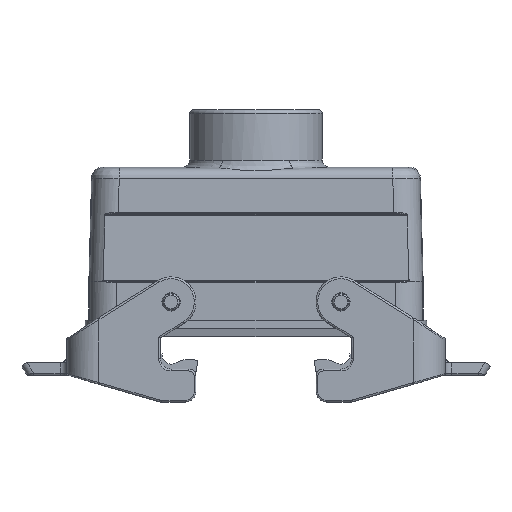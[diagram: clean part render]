
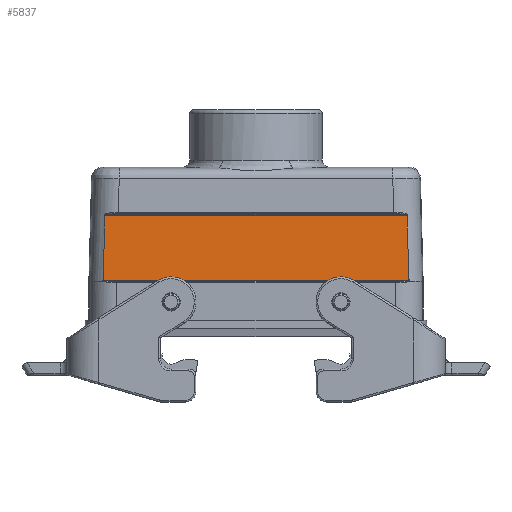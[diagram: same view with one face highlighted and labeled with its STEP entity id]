
A CAD part, front view. The second image highlights one B-rep face of the part: STEP entity #5837.
In plain terms, the highlighted planar face has unit normal (0, -1, 0.024).
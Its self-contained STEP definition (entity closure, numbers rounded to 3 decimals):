
#4837=PLANE('',#19655);
#5169=FACE_OUTER_BOUND('',#7432,.T.);
#5837=ADVANCED_FACE('',(#5169),#4837,.T.);
#7432=EDGE_LOOP('',(#8619,#8620,#8621,#8622,#8623,#8624,#8625,#8626));
#8619=ORIENTED_EDGE('',*,*,#13366,.T.);
#8620=ORIENTED_EDGE('',*,*,#13367,.T.);
#8621=ORIENTED_EDGE('',*,*,#13368,.F.);
#8622=ORIENTED_EDGE('',*,*,#13369,.T.);
#8623=ORIENTED_EDGE('',*,*,#13370,.T.);
#8624=ORIENTED_EDGE('',*,*,#13371,.T.);
#8625=ORIENTED_EDGE('',*,*,#13372,.F.);
#8626=ORIENTED_EDGE('',*,*,#13373,.T.);
#12146=VERTEX_POINT('',#26365);
#12147=VERTEX_POINT('',#26366);
#12148=VERTEX_POINT('',#26380);
#12149=VERTEX_POINT('',#26382);
#12150=VERTEX_POINT('',#26396);
#12151=VERTEX_POINT('',#26398);
#12152=VERTEX_POINT('',#26412);
#12153=VERTEX_POINT('',#26414);
#13366=EDGE_CURVE('',#12146,#12147,#16319,.T.);
#13367=EDGE_CURVE('',#12147,#12148,#15251,.T.);
#13368=EDGE_CURVE('',#12149,#12148,#16320,.T.);
#13369=EDGE_CURVE('',#12149,#12150,#15252,.T.);
#13370=EDGE_CURVE('',#12150,#12151,#16321,.T.);
#13371=EDGE_CURVE('',#12151,#12152,#15253,.T.);
#13372=EDGE_CURVE('',#12153,#12152,#16322,.T.);
#13373=EDGE_CURVE('',#12153,#12146,#15254,.T.);
#15251=B_SPLINE_CURVE_WITH_KNOTS('',3,(#26367,#26368,#26369,#26370,#26371,
#26372,#26373,#26374,#26375,#26376,#26377,#26378,#26379),.UNSPECIFIED.,
 .F.,.F.,(4,3,3,3,4),(0.,0.015,0.145,0.533,
1.),.UNSPECIFIED.);
#15252=B_SPLINE_CURVE_WITH_KNOTS('',3,(#26383,#26384,#26385,#26386,#26387,
#26388,#26389,#26390,#26391,#26392,#26393,#26394,#26395),.UNSPECIFIED.,
 .F.,.F.,(4,3,3,3,4),(0.,0.514,0.891,0.985,
1.),.UNSPECIFIED.);
#15253=B_SPLINE_CURVE_WITH_KNOTS('',3,(#26399,#26400,#26401,#26402,#26403,
#26404,#26405,#26406,#26407,#26408,#26409,#26410,#26411),.UNSPECIFIED.,
 .F.,.F.,(4,3,3,3,4),(0.,0.015,0.109,0.486,
1.),.UNSPECIFIED.);
#15254=B_SPLINE_CURVE_WITH_KNOTS('',3,(#26415,#26416,#26417,#26418,#26419,
#26420,#26421,#26422,#26423,#26424,#26425,#26426,#26427),.UNSPECIFIED.,
 .F.,.F.,(4,3,3,3,4),(0.,0.467,0.855,0.985,
1.),.UNSPECIFIED.);
#16319=LINE('',#26364,#17379);
#16320=LINE('',#26381,#17380);
#16321=LINE('',#26397,#17381);
#16322=LINE('',#26413,#17382);
#17379=VECTOR('',#21133,1.);
#17380=VECTOR('',#21134,1.);
#17381=VECTOR('',#21135,1.);
#17382=VECTOR('',#21136,1.);
#19655=AXIS2_PLACEMENT_3D('',#26428,#21137,#21138);
#21133=DIRECTION('',(-1.,0.,0.));
#21134=DIRECTION('',(0.026,0.024,0.999));
#21135=DIRECTION('',(1.,0.,0.));
#21136=DIRECTION('',(0.026,-0.024,-0.999));
#21137=DIRECTION('',(0.,-1.,0.024));
#21138=DIRECTION('',(0.,0.024,1.));
#26364=CARTESIAN_POINT('',(-42.264,-20.06,22.417));
#26365=CARTESIAN_POINT('',(42.189,-20.06,22.417));
#26366=CARTESIAN_POINT('',(-42.189,-20.06,22.417));
#26367=CARTESIAN_POINT('',(-42.189,-20.06,22.417));
#26368=CARTESIAN_POINT('',(-42.19,-20.06,22.416));
#26369=CARTESIAN_POINT('',(-42.191,-20.06,22.415));
#26370=CARTESIAN_POINT('',(-42.192,-20.06,22.414));
#26371=CARTESIAN_POINT('',(-42.199,-20.06,22.407));
#26372=CARTESIAN_POINT('',(-42.206,-20.06,22.399));
#26373=CARTESIAN_POINT('',(-42.212,-20.06,22.391));
#26374=CARTESIAN_POINT('',(-42.231,-20.061,22.368));
#26375=CARTESIAN_POINT('',(-42.246,-20.061,22.341));
#26376=CARTESIAN_POINT('',(-42.256,-20.062,22.312));
#26377=CARTESIAN_POINT('',(-42.269,-20.063,22.278));
#26378=CARTESIAN_POINT('',(-42.275,-20.064,22.241));
#26379=CARTESIAN_POINT('',(-42.276,-20.065,22.205));
#26380=CARTESIAN_POINT('',(-42.276,-20.065,22.205));
#26381=CARTESIAN_POINT('',(-42.752,-20.503,3.723));
#26382=CARTESIAN_POINT('',(-42.732,-20.485,4.492));
#26383=CARTESIAN_POINT('',(-42.732,-20.485,4.492));
#26384=CARTESIAN_POINT('',(-42.733,-20.485,4.452));
#26385=CARTESIAN_POINT('',(-42.728,-20.486,4.41));
#26386=CARTESIAN_POINT('',(-42.715,-20.487,4.372));
#26387=CARTESIAN_POINT('',(-42.706,-20.488,4.344));
#26388=CARTESIAN_POINT('',(-42.692,-20.489,4.316));
#26389=CARTESIAN_POINT('',(-42.674,-20.489,4.293));
#26390=CARTESIAN_POINT('',(-42.669,-20.489,4.287));
#26391=CARTESIAN_POINT('',(-42.664,-20.49,4.281));
#26392=CARTESIAN_POINT('',(-42.659,-20.49,4.275));
#26393=CARTESIAN_POINT('',(-42.658,-20.49,4.274));
#26394=CARTESIAN_POINT('',(-42.658,-20.49,4.274));
#26395=CARTESIAN_POINT('',(-42.657,-20.49,4.273));
#26396=CARTESIAN_POINT('',(-42.657,-20.49,4.273));
#26397=CARTESIAN_POINT('',(0.,-20.49,4.273));
#26398=CARTESIAN_POINT('',(42.657,-20.49,4.273));
#26399=CARTESIAN_POINT('',(42.657,-20.49,4.273));
#26400=CARTESIAN_POINT('',(42.658,-20.49,4.274));
#26401=CARTESIAN_POINT('',(42.658,-20.49,4.274));
#26402=CARTESIAN_POINT('',(42.659,-20.49,4.275));
#26403=CARTESIAN_POINT('',(42.664,-20.49,4.281));
#26404=CARTESIAN_POINT('',(42.669,-20.489,4.287));
#26405=CARTESIAN_POINT('',(42.674,-20.489,4.293));
#26406=CARTESIAN_POINT('',(42.692,-20.489,4.316));
#26407=CARTESIAN_POINT('',(42.706,-20.488,4.344));
#26408=CARTESIAN_POINT('',(42.715,-20.487,4.372));
#26409=CARTESIAN_POINT('',(42.728,-20.486,4.41));
#26410=CARTESIAN_POINT('',(42.733,-20.485,4.452));
#26411=CARTESIAN_POINT('',(42.732,-20.485,4.492));
#26412=CARTESIAN_POINT('',(42.732,-20.485,4.492));
#26413=CARTESIAN_POINT('',(42.752,-20.503,3.723));
#26414=CARTESIAN_POINT('',(42.276,-20.065,22.205));
#26415=CARTESIAN_POINT('',(42.276,-20.065,22.205));
#26416=CARTESIAN_POINT('',(42.275,-20.064,22.241));
#26417=CARTESIAN_POINT('',(42.269,-20.063,22.278));
#26418=CARTESIAN_POINT('',(42.256,-20.062,22.312));
#26419=CARTESIAN_POINT('',(42.246,-20.061,22.341));
#26420=CARTESIAN_POINT('',(42.231,-20.061,22.368));
#26421=CARTESIAN_POINT('',(42.212,-20.06,22.391));
#26422=CARTESIAN_POINT('',(42.206,-20.06,22.399));
#26423=CARTESIAN_POINT('',(42.199,-20.06,22.407));
#26424=CARTESIAN_POINT('',(42.192,-20.06,22.414));
#26425=CARTESIAN_POINT('',(42.191,-20.06,22.415));
#26426=CARTESIAN_POINT('',(42.19,-20.06,22.416));
#26427=CARTESIAN_POINT('',(42.189,-20.06,22.417));
#26428=CARTESIAN_POINT('',(-51.425,-20.053,22.674));
